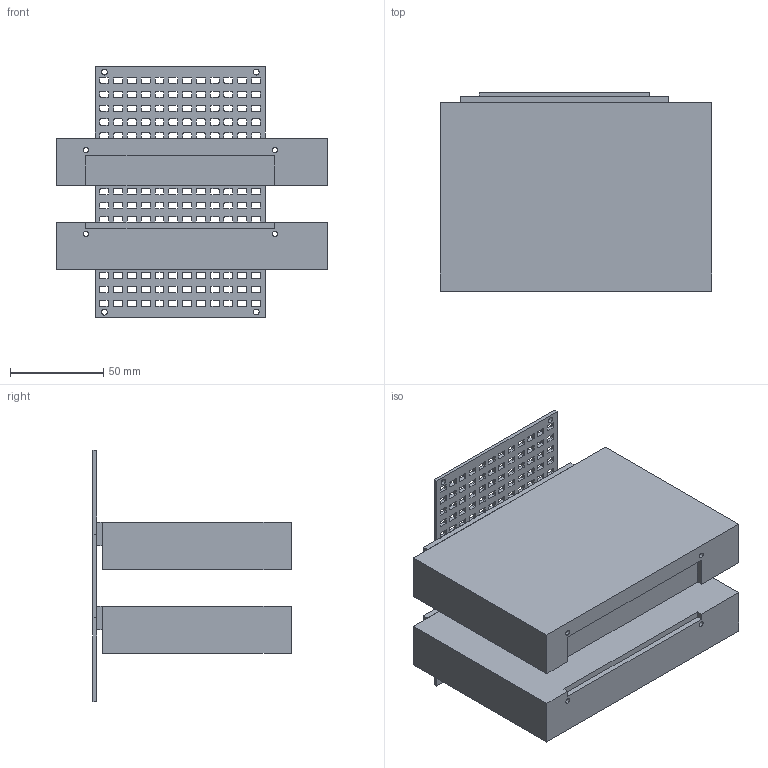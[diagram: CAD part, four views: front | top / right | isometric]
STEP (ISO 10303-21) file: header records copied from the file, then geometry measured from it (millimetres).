
FILE_DESCRIPTION(/* description */ (''),/* implementation_level */ '2;1');
FILE_NAME(/* name */ 'Master v11.step',/* time_stamp */ '2017-07-22T08:31:57+05:00',/* author */ (''),/* organization */ (''),/* preprocessor_version */ 'ST-DEVELOPER v16.13',/* originating_system */ 'Autodesk Translation Framework v6.1.1.50',/* authorisation */ '');
FILE_SCHEMA (('AUTOMOTIVE_DESIGN { 1 0 10303 214 3 1 1 }'));
Length unit declared in the file: millimetre
Products named in the file (1): Master v11
Bounding box: 146 x 106.6 x 135 mm (x, y, z)
Volume: 772057.3 mm3; surface area: 122025.5 mm2
Topology: 7 solids, 7 shells, 1528 faces, 4558 edges, 3044 vertices
Faces by surface type: plane 770, cylinder 751, cone 7
Full cylindrical faces by diameter (mm): 2.8 x4, 3 x3, 3.2 x24
Entity records: 52215 total; most frequent: DIRECTION 9058, CARTESIAN_POINT 9041, ORIENTED_EDGE 8988, EDGE_CURVE 4494, AXIS2_PLACEMENT_3D 3035, VERTEX_POINT 3018, LINE 2988, VECTOR 2988
